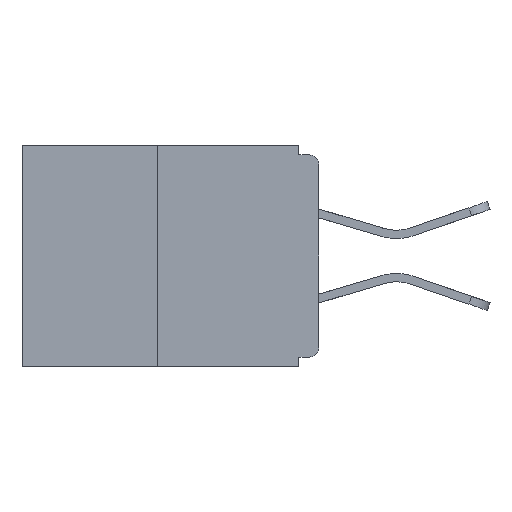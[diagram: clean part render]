
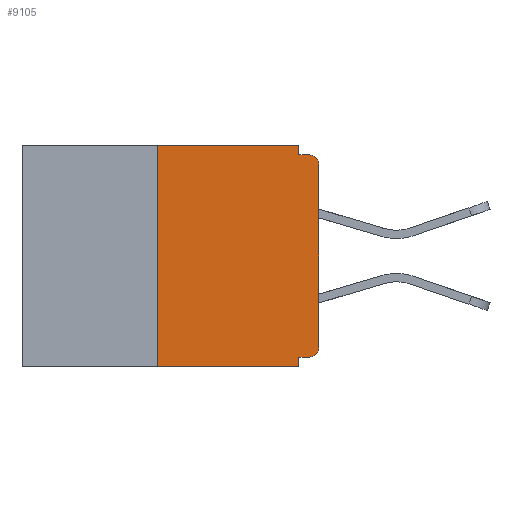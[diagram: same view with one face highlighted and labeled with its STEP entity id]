
A CAD part, left-side view. The second image highlights one B-rep face of the part: STEP entity #9105.
In plain terms, the highlighted planar face has unit normal (-1, 0, 0).
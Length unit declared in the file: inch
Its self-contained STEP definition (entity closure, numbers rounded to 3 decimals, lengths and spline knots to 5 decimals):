
#211 = EDGE_CURVE ( 'NONE', #8626, #7616, #21658, .T. ) ;
#249 = LINE ( 'NONE', #17671, #11877 ) ;
#281 = CARTESIAN_POINT ( 'NONE',  ( 0., 0., -0.313 ) ) ;
#555 = DIRECTION ( 'NONE',  ( 0., 0., -1. ) ) ;
#557 = CARTESIAN_POINT ( 'NONE',  ( 0., 0.015, -0.313 ) ) ;
#569 = DIRECTION ( 'NONE',  ( 0., -1., 0. ) ) ;
#665 = VERTEX_POINT ( 'NONE', #4069 ) ;
#1337 = VERTEX_POINT ( 'NONE', #11223 ) ;
#1795 = LINE ( 'NONE', #8744, #5603 ) ;
#2122 = PLANE ( 'NONE',  #14005 ) ;
#2250 = LINE ( 'NONE', #5898, #15984 ) ;
#2467 = DIRECTION ( 'NONE',  ( 1., 0., 0. ) ) ;
#3064 = EDGE_CURVE ( 'NONE', #8759, #14554, #5149, .T. ) ;
#3303 = DIRECTION ( 'NONE',  ( 0., 0., 1. ) ) ;
#3731 = EDGE_CURVE ( 'NONE', #19345, #8626, #20851, .T. ) ;
#3958 = LINE ( 'NONE', #12740, #13866 ) ;
#4069 = CARTESIAN_POINT ( 'NONE',  ( 0., 0.015, -0.015 ) ) ;
#4331 = VECTOR ( 'NONE', #17898, 39.37008 ) ;
#4525 = LINE ( 'NONE', #15017, #8750 ) ;
#5023 = ORIENTED_EDGE ( 'NONE', *, *, #9789, .F. ) ;
#5149 = CIRCLE ( 'NONE', #9864, 0.015 ) ;
#5274 = CARTESIAN_POINT ( 'NONE',  ( 0., 0.031, 0. ) ) ;
#5603 = VECTOR ( 'NONE', #15704, 39.37008 ) ;
#5898 = CARTESIAN_POINT ( 'NONE',  ( 0., 0., -0.015 ) ) ;
#5916 = CARTESIAN_POINT ( 'NONE',  ( 0., 0.015, -0.328 ) ) ;
#6188 = AXIS2_PLACEMENT_3D ( 'NONE', #12927, #16366, #16472 ) ;
#6470 = EDGE_CURVE ( 'NONE', #19345, #1337, #1795, .T. ) ;
#7341 = VECTOR ( 'NONE', #3303, 39.37008 ) ;
#7374 = CARTESIAN_POINT ( 'NONE',  ( 0., 0.46, 0. ) ) ;
#7608 = DIRECTION ( 'NONE',  ( 0., 0., -1. ) ) ;
#7616 = VERTEX_POINT ( 'NONE', #11949 ) ;
#7835 = DIRECTION ( 'NONE',  ( 0., 1., 0. ) ) ;
#8626 = VERTEX_POINT ( 'NONE', #8657 ) ;
#8657 = CARTESIAN_POINT ( 'NONE',  ( 0., 0.25, 0. ) ) ;
#8686 = DIRECTION ( 'NONE',  ( 0., 0., -1. ) ) ;
#8744 = CARTESIAN_POINT ( 'NONE',  ( 0., 0.46, -0.343 ) ) ;
#8750 = VECTOR ( 'NONE', #7835, 39.37008 ) ;
#8759 = VERTEX_POINT ( 'NONE', #5916 ) ;
#9086 = DIRECTION ( 'NONE',  ( -1., 0., 0. ) ) ;
#9105 = ADVANCED_FACE ( 'NONE', ( #16039 ), #2122, .F. ) ;
#9789 = EDGE_CURVE ( 'NONE', #7616, #15139, #13822, .T. ) ;
#9790 = VERTEX_POINT ( 'NONE', #12105 ) ;
#9864 = AXIS2_PLACEMENT_3D ( 'NONE', #557, #9086, #16041 ) ;
#10127 = EDGE_LOOP ( 'NONE', ( #21401, #18602, #18051, #18994, #10516, #21549, #12788, #10422, #16685, #5023 ) ) ;
#10422 = ORIENTED_EDGE ( 'NONE', *, *, #14370, .T. ) ;
#10516 = ORIENTED_EDGE ( 'NONE', *, *, #15198, .F. ) ;
#10697 = DIRECTION ( 'NONE',  ( 0., 0., 1. ) ) ;
#11223 = CARTESIAN_POINT ( 'NONE',  ( 0., 0.031, -0.343 ) ) ;
#11877 = VECTOR ( 'NONE', #10697, 39.37008 ) ;
#11949 = CARTESIAN_POINT ( 'NONE',  ( 0., 0.031, 0. ) ) ;
#12105 = CARTESIAN_POINT ( 'NONE',  ( 0., 0.031, -0.328 ) ) ;
#12247 = EDGE_CURVE ( 'NONE', #15139, #665, #2250, .T. ) ;
#12740 = CARTESIAN_POINT ( 'NONE',  ( 0., 0.031, -0.343 ) ) ;
#12788 = ORIENTED_EDGE ( 'NONE', *, *, #19120, .T. ) ;
#12927 = CARTESIAN_POINT ( 'NONE',  ( 0., 0.015, -0.03 ) ) ;
#13822 = LINE ( 'NONE', #5274, #21301 ) ;
#13866 = VECTOR ( 'NONE', #7608, 39.37008 ) ;
#14005 = AXIS2_PLACEMENT_3D ( 'NONE', #7374, #2467, #555 ) ;
#14370 = EDGE_CURVE ( 'NONE', #22077, #665, #22192, .T. ) ;
#14554 = VERTEX_POINT ( 'NONE', #281 ) ;
#14910 = CARTESIAN_POINT ( 'NONE',  ( 0., 0.031, -0.015 ) ) ;
#14930 = CARTESIAN_POINT ( 'NONE',  ( 0., 0.25, -0.343 ) ) ;
#15017 = CARTESIAN_POINT ( 'NONE',  ( 0., 0., -0.328 ) ) ;
#15067 = EDGE_CURVE ( 'NONE', #9790, #1337, #3958, .T. ) ;
#15139 = VERTEX_POINT ( 'NONE', #14910 ) ;
#15198 = EDGE_CURVE ( 'NONE', #8759, #9790, #4525, .T. ) ;
#15617 = CARTESIAN_POINT ( 'NONE',  ( 0., 0.25, 0. ) ) ;
#15704 = DIRECTION ( 'NONE',  ( 0., -1., 0. ) ) ;
#15984 = VECTOR ( 'NONE', #569, 39.37008 ) ;
#16039 = FACE_OUTER_BOUND ( 'NONE', #10127, .T. ) ;
#16041 = DIRECTION ( 'NONE',  ( 0., 0., -1. ) ) ;
#16366 = DIRECTION ( 'NONE',  ( -1., 0., 0. ) ) ;
#16472 = DIRECTION ( 'NONE',  ( 0., 0., -1. ) ) ;
#16685 = ORIENTED_EDGE ( 'NONE', *, *, #12247, .F. ) ;
#17671 = CARTESIAN_POINT ( 'NONE',  ( 0., 0., 0. ) ) ;
#17761 = CARTESIAN_POINT ( 'NONE',  ( 0., 0., -0.03 ) ) ;
#17898 = DIRECTION ( 'NONE',  ( 0., -1., 0. ) ) ;
#18051 = ORIENTED_EDGE ( 'NONE', *, *, #6470, .T. ) ;
#18602 = ORIENTED_EDGE ( 'NONE', *, *, #3731, .F. ) ;
#18994 = ORIENTED_EDGE ( 'NONE', *, *, #15067, .F. ) ;
#19120 = EDGE_CURVE ( 'NONE', #14554, #22077, #249, .T. ) ;
#19345 = VERTEX_POINT ( 'NONE', #14930 ) ;
#19719 = CARTESIAN_POINT ( 'NONE',  ( 0., 0.46, 0. ) ) ;
#20851 = LINE ( 'NONE', #15617, #7341 ) ;
#21301 = VECTOR ( 'NONE', #8686, 39.37008 ) ;
#21401 = ORIENTED_EDGE ( 'NONE', *, *, #211, .F. ) ;
#21549 = ORIENTED_EDGE ( 'NONE', *, *, #3064, .T. ) ;
#21658 = LINE ( 'NONE', #19719, #4331 ) ;
#22077 = VERTEX_POINT ( 'NONE', #17761 ) ;
#22192 = CIRCLE ( 'NONE', #6188, 0.015 ) ;
